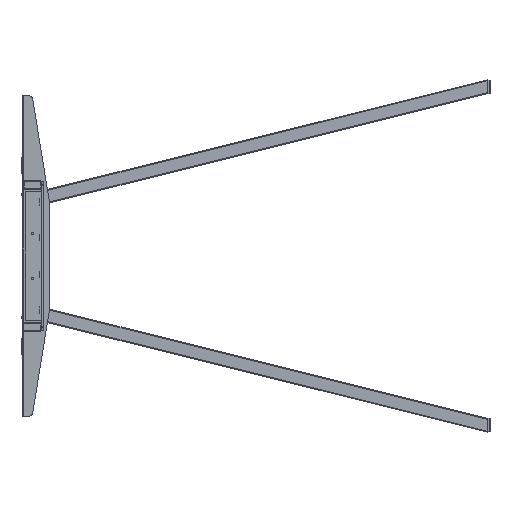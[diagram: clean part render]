
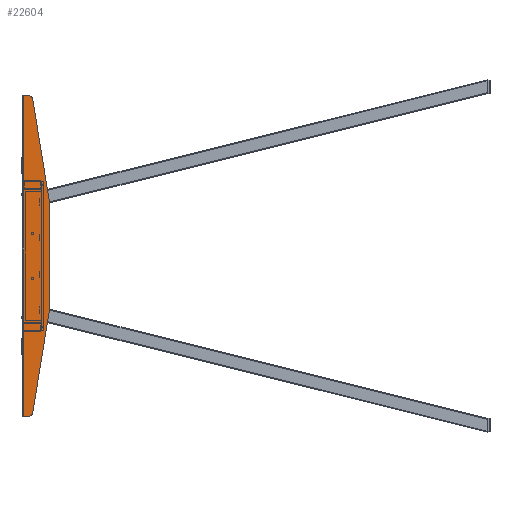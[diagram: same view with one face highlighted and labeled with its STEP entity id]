
A CAD part, left-side view. The second image highlights one B-rep face of the part: STEP entity #22604.
In plain terms, the highlighted planar face has unit normal (-1, 0, 0).
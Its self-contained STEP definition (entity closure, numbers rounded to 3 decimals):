
#112 = CARTESIAN_POINT ( 'NONE',  ( -1217., 989.028, -125.1 ) ) ;
#355 = VERTEX_POINT ( 'NONE', #14830 ) ;
#709 = EDGE_CURVE ( 'NONE', #31650, #18654, #25353, .T. ) ;
#2129 = VERTEX_POINT ( 'NONE', #7674 ) ;
#2718 = CARTESIAN_POINT ( 'NONE',  ( -1217., 1039.028, -121.066 ) ) ;
#2873 = FACE_OUTER_BOUND ( 'NONE', #33123, .T. ) ;
#2987 = LINE ( 'NONE', #13376, #7570 ) ;
#2990 = ORIENTED_EDGE ( 'NONE', *, *, #32942, .F. ) ;
#3106 = ORIENTED_EDGE ( 'NONE', *, *, #15101, .T. ) ;
#3322 = ORIENTED_EDGE ( 'NONE', *, *, #17918, .F. ) ;
#3757 = CARTESIAN_POINT ( 'NONE',  ( -1217., 989.028, -121.066 ) ) ;
#4107 = DIRECTION ( 'NONE',  ( 0., 0., 1. ) ) ;
#4495 = VERTEX_POINT ( 'NONE', #34950 ) ;
#4840 = VECTOR ( 'NONE', #29750, 1000. ) ;
#4853 = ORIENTED_EDGE ( 'NONE', *, *, #5502, .T. ) ;
#5502 = EDGE_CURVE ( 'NONE', #7929, #2129, #25483, .T. ) ;
#5913 = CARTESIAN_POINT ( 'NONE',  ( -1217., 1046.028, 359.9 ) ) ;
#6799 = VERTEX_POINT ( 'NONE', #34250 ) ;
#7169 = CARTESIAN_POINT ( 'NONE',  ( -1217., 1039.028, 120.866 ) ) ;
#7570 = VECTOR ( 'NONE', #31097, 1000. ) ;
#7674 = CARTESIAN_POINT ( 'NONE',  ( -1217., 1046.028, -360.1 ) ) ;
#7929 = VERTEX_POINT ( 'NONE', #5913 ) ;
#8247 = DIRECTION ( 'NONE',  ( 0., 0.16, -0.987 ) ) ;
#8317 = VECTOR ( 'NONE', #8247, 1000. ) ;
#8368 = CARTESIAN_POINT ( 'NONE',  ( -1217., 1027.198, -360.1 ) ) ;
#8884 = DIRECTION ( 'NONE',  ( 0., 0., 1. ) ) ;
#9167 = EDGE_CURVE ( 'NONE', #4495, #26012, #33948, .T. ) ;
#10959 = DIRECTION ( 'NONE',  ( -1., 0., 0. ) ) ;
#11197 = DIRECTION ( 'NONE',  ( -1., 0., 0. ) ) ;
#11539 = DIRECTION ( 'NONE',  ( 0., 0., -1. ) ) ;
#12110 = EDGE_CURVE ( 'NONE', #31650, #26012, #26756, .T. ) ;
#12861 = CARTESIAN_POINT ( 'NONE',  ( -1217., 989.028, 124.9 ) ) ;
#13123 = LINE ( 'NONE', #38097, #14995 ) ;
#13376 = CARTESIAN_POINT ( 'NONE',  ( -1217., 1050.028, -360.1 ) ) ;
#13407 = CARTESIAN_POINT ( 'NONE',  ( -1217., 1035.705, 359.9 ) ) ;
#13788 = EDGE_CURVE ( 'NONE', #4495, #32687, #33183, .T. ) ;
#14467 = AXIS2_PLACEMENT_3D ( 'NONE', #29082, #32456, #8884 ) ;
#14743 = ORIENTED_EDGE ( 'NONE', *, *, #9167, .T. ) ;
#14830 = CARTESIAN_POINT ( 'NONE',  ( -1217., 1025.834, -351.703 ) ) ;
#14995 = VECTOR ( 'NONE', #20487, 1000. ) ;
#15101 = EDGE_CURVE ( 'NONE', #26599, #355, #27484, .T. ) ;
#15989 = CARTESIAN_POINT ( 'NONE',  ( -1217., 1025.834, 351.503 ) ) ;
#16344 = DIRECTION ( 'NONE',  ( 0., 0., 1. ) ) ;
#16458 = AXIS2_PLACEMENT_3D ( 'NONE', #37848, #10959, #25947 ) ;
#16689 = VECTOR ( 'NONE', #21719, 1000. ) ;
#17918 = EDGE_CURVE ( 'NONE', #26599, #2129, #2987, .T. ) ;
#18654 = VERTEX_POINT ( 'NONE', #13407 ) ;
#18912 = CIRCLE ( 'NONE', #20977, 50. ) ;
#19005 = DIRECTION ( 'NONE',  ( -1., 0., 0. ) ) ;
#19668 = ORIENTED_EDGE ( 'NONE', *, *, #23000, .T. ) ;
#20487 = DIRECTION ( 'NONE',  ( 0., -1., 0. ) ) ;
#20977 = AXIS2_PLACEMENT_3D ( 'NONE', #2718, #34865, #16344 ) ;
#21719 = DIRECTION ( 'NONE',  ( 0., -0.16, -0.987 ) ) ;
#22604 = ADVANCED_FACE ( 'NONE', ( #2873 ), #23261, .T. ) ;
#23000 = EDGE_CURVE ( 'NONE', #6799, #32687, #18912, .T. ) ;
#23261 = PLANE ( 'NONE',  #14467 ) ;
#25237 = ORIENTED_EDGE ( 'NONE', *, *, #709, .T. ) ;
#25281 = VECTOR ( 'NONE', #11539, 1000. ) ;
#25353 = CIRCLE ( 'NONE', #34730, 10. ) ;
#25483 = LINE ( 'NONE', #29493, #4840 ) ;
#25947 = DIRECTION ( 'NONE',  ( 0., 0., 1. ) ) ;
#26012 = VERTEX_POINT ( 'NONE', #33745 ) ;
#26599 = VERTEX_POINT ( 'NONE', #30465 ) ;
#26756 = LINE ( 'NONE', #12861, #16689 ) ;
#26847 = ORIENTED_EDGE ( 'NONE', *, *, #13788, .F. ) ;
#27041 = ORIENTED_EDGE ( 'NONE', *, *, #31593, .F. ) ;
#27484 = CIRCLE ( 'NONE', #16458, 10. ) ;
#28799 = CARTESIAN_POINT ( 'NONE',  ( -1217., 1035.705, 349.9 ) ) ;
#29082 = CARTESIAN_POINT ( 'NONE',  ( -1217., 1050.028, 359.9 ) ) ;
#29493 = CARTESIAN_POINT ( 'NONE',  ( -1217., 1046.028, 359.9 ) ) ;
#29548 = AXIS2_PLACEMENT_3D ( 'NONE', #7169, #19005, #4107 ) ;
#29750 = DIRECTION ( 'NONE',  ( 0., 0., -1. ) ) ;
#30149 = ORIENTED_EDGE ( 'NONE', *, *, #12110, .F. ) ;
#30465 = CARTESIAN_POINT ( 'NONE',  ( -1217., 1035.705, -360.1 ) ) ;
#31097 = DIRECTION ( 'NONE',  ( 0., 1., 0. ) ) ;
#31593 = EDGE_CURVE ( 'NONE', #7929, #18654, #13123, .T. ) ;
#31650 = VERTEX_POINT ( 'NONE', #15989 ) ;
#31782 = DIRECTION ( 'NONE',  ( 0., 0., 1. ) ) ;
#32456 = DIRECTION ( 'NONE',  ( -1., 0., 0. ) ) ;
#32687 = VERTEX_POINT ( 'NONE', #3757 ) ;
#32770 = LINE ( 'NONE', #8368, #8317 ) ;
#32942 = EDGE_CURVE ( 'NONE', #6799, #355, #32770, .T. ) ;
#33123 = EDGE_LOOP ( 'NONE', ( #2990, #19668, #26847, #14743, #30149, #25237, #27041, #4853, #3322, #3106 ) ) ;
#33183 = LINE ( 'NONE', #112, #25281 ) ;
#33745 = CARTESIAN_POINT ( 'NONE',  ( -1217., 989.675, 128.882 ) ) ;
#33948 = CIRCLE ( 'NONE', #29548, 50. ) ;
#34250 = CARTESIAN_POINT ( 'NONE',  ( -1217., 989.675, -129.082 ) ) ;
#34730 = AXIS2_PLACEMENT_3D ( 'NONE', #28799, #11197, #31782 ) ;
#34865 = DIRECTION ( 'NONE',  ( -1., 0., 0. ) ) ;
#34950 = CARTESIAN_POINT ( 'NONE',  ( -1217., 989.028, 120.866 ) ) ;
#37848 = CARTESIAN_POINT ( 'NONE',  ( -1217., 1035.705, -350.1 ) ) ;
#38097 = CARTESIAN_POINT ( 'NONE',  ( -1217., 1027.198, 359.9 ) ) ;
